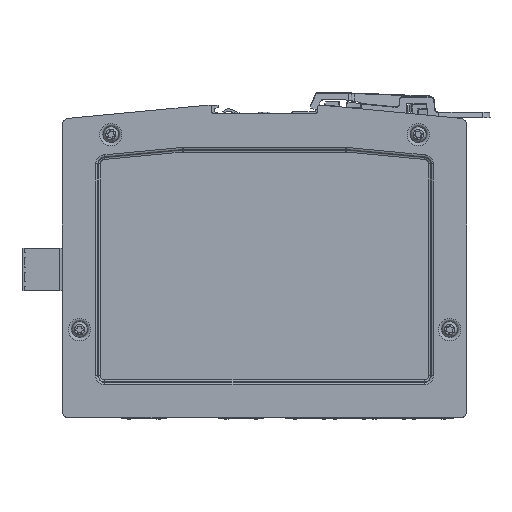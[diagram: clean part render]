
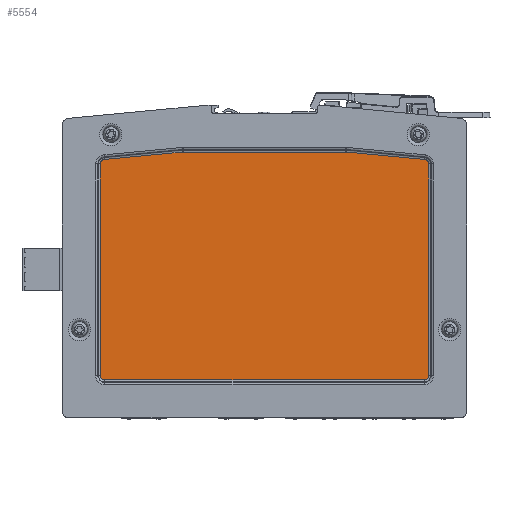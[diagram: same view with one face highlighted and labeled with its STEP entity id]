
A CAD part, top view. The second image highlights one B-rep face of the part: STEP entity #5554.
In plain terms, the highlighted planar face has unit normal (0, 0, 1).
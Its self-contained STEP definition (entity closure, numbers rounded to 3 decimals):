
#3432=CIRCLE('',#44516,1.586);
#3434=CIRCLE('',#44519,1.586);
#3439=CIRCLE('',#44527,1.586);
#3441=CIRCLE('',#44530,1.586);
#3446=CIRCLE('',#44538,1.586);
#3448=CIRCLE('',#44541,1.586);
#5554=ADVANCED_FACE('',(#8806),#7052,.T.);
#7052=PLANE('',#44550);
#8806=FACE_OUTER_BOUND('',#11307,.T.);
#11307=EDGE_LOOP('',(#21312,#21313,#21314,#21315,#21316,#21317,#21318,#21319,
#21320,#21321,#21322,#21323));
#21312=ORIENTED_EDGE('',*,*,#33135,.F.);
#21313=ORIENTED_EDGE('',*,*,#33139,.F.);
#21314=ORIENTED_EDGE('',*,*,#33144,.F.);
#21315=ORIENTED_EDGE('',*,*,#33149,.F.);
#21316=ORIENTED_EDGE('',*,*,#33154,.F.);
#21317=ORIENTED_EDGE('',*,*,#33159,.F.);
#21318=ORIENTED_EDGE('',*,*,#33161,.F.);
#21319=ORIENTED_EDGE('',*,*,#33157,.F.);
#21320=ORIENTED_EDGE('',*,*,#33152,.F.);
#21321=ORIENTED_EDGE('',*,*,#33147,.F.);
#21322=ORIENTED_EDGE('',*,*,#33142,.F.);
#21323=ORIENTED_EDGE('',*,*,#33137,.F.);
#27546=VERTEX_POINT('',#85563);
#27547=VERTEX_POINT('',#85565);
#27548=VERTEX_POINT('',#85569);
#27550=VERTEX_POINT('',#85574);
#27551=VERTEX_POINT('',#85579);
#27553=VERTEX_POINT('',#85584);
#27554=VERTEX_POINT('',#85589);
#27556=VERTEX_POINT('',#85594);
#27557=VERTEX_POINT('',#85599);
#27559=VERTEX_POINT('',#85604);
#27560=VERTEX_POINT('',#85609);
#27562=VERTEX_POINT('',#85614);
#33135=EDGE_CURVE('',#27547,#27546,#37462,.T.);
#33137=EDGE_CURVE('',#27546,#27548,#3432,.T.);
#33139=EDGE_CURVE('',#27550,#27547,#3434,.T.);
#33142=EDGE_CURVE('',#27548,#27551,#37463,.T.);
#33144=EDGE_CURVE('',#27553,#27550,#37464,.T.);
#33147=EDGE_CURVE('',#27551,#27554,#3439,.T.);
#33149=EDGE_CURVE('',#27556,#27553,#3441,.T.);
#33152=EDGE_CURVE('',#27554,#27557,#37466,.T.);
#33154=EDGE_CURVE('',#27559,#27556,#37467,.T.);
#33157=EDGE_CURVE('',#27557,#27560,#3446,.T.);
#33159=EDGE_CURVE('',#27562,#27559,#3448,.T.);
#33161=EDGE_CURVE('',#27560,#27562,#37469,.T.);
#37462=LINE('',#85566,#41350);
#37463=LINE('',#85580,#41351);
#37464=LINE('',#85585,#41352);
#37466=LINE('',#85600,#41354);
#37467=LINE('',#85605,#41355);
#37469=LINE('',#85618,#41357);
#41350=VECTOR('',#53573,1.);
#41351=VECTOR('',#53592,1.);
#41352=VECTOR('',#53597,1.);
#41354=VECTOR('',#53617,1.);
#41355=VECTOR('',#53622,1.);
#41357=VECTOR('',#53640,1.);
#44516=AXIS2_PLACEMENT_3D('',#85570,#53578,#53579);
#44519=AXIS2_PLACEMENT_3D('',#85575,#53584,#53585);
#44527=AXIS2_PLACEMENT_3D('',#85590,#53603,#53604);
#44530=AXIS2_PLACEMENT_3D('',#85595,#53609,#53610);
#44538=AXIS2_PLACEMENT_3D('',#85610,#53628,#53629);
#44541=AXIS2_PLACEMENT_3D('',#85615,#53634,#53635);
#44550=AXIS2_PLACEMENT_3D('',#85631,#53659,#53660);
#53573=DIRECTION('',(0.,-1.,0.));
#53578=DIRECTION('',(0.,0.,-1.));
#53579=DIRECTION('',(0.707,-0.707,0.));
#53584=DIRECTION('',(0.,0.,-1.));
#53585=DIRECTION('',(0.74,0.673,0.));
#53592=DIRECTION('',(-1.,0.,0.));
#53597=DIRECTION('',(0.996,-0.094,0.));
#53603=DIRECTION('',(0.,0.,-1.));
#53604=DIRECTION('',(-0.707,-0.707,0.));
#53609=DIRECTION('',(0.,0.,-1.));
#53610=DIRECTION('',(0.047,0.999,0.));
#53617=DIRECTION('',(0.,1.,0.));
#53622=DIRECTION('',(1.,0.,0.));
#53628=DIRECTION('',(0.,0.,-1.));
#53629=DIRECTION('',(-0.74,0.673,0.));
#53634=DIRECTION('',(0.,0.,-1.));
#53635=DIRECTION('',(-0.047,0.999,0.));
#53640=DIRECTION('',(0.996,0.094,0.));
#53659=DIRECTION('',(0.,0.,1.));
#53660=DIRECTION('',(1.,0.,0.));
#85563=CARTESIAN_POINT('',(57.686,-38.1,23.2));
#85565=CARTESIAN_POINT('',(57.686,36.188,23.2));
#85566=CARTESIAN_POINT('',(57.686,36.188,23.2));
#85569=CARTESIAN_POINT('',(56.1,-39.686,23.2));
#85570=CARTESIAN_POINT('',(56.1,-38.1,23.2));
#85574=CARTESIAN_POINT('',(56.249,37.767,23.2));
#85575=CARTESIAN_POINT('',(56.1,36.188,23.2));
#85579=CARTESIAN_POINT('',(-56.1,-39.686,23.2));
#85580=CARTESIAN_POINT('',(56.1,-39.686,23.2));
#85584=CARTESIAN_POINT('',(28.62,40.379,23.2));
#85585=CARTESIAN_POINT('',(28.62,40.379,23.2));
#85589=CARTESIAN_POINT('',(-57.686,-38.1,23.2));
#85590=CARTESIAN_POINT('',(-56.1,-38.1,23.2));
#85594=CARTESIAN_POINT('',(28.47,40.386,23.2));
#85595=CARTESIAN_POINT('',(28.47,38.8,23.2));
#85599=CARTESIAN_POINT('',(-57.686,36.188,23.2));
#85600=CARTESIAN_POINT('',(-57.686,-38.1,23.2));
#85604=CARTESIAN_POINT('',(-28.47,40.386,23.2));
#85605=CARTESIAN_POINT('',(-28.47,40.386,23.2));
#85609=CARTESIAN_POINT('',(-56.249,37.767,23.2));
#85610=CARTESIAN_POINT('',(-56.1,36.188,23.2));
#85614=CARTESIAN_POINT('',(-28.62,40.379,23.2));
#85615=CARTESIAN_POINT('',(-28.47,38.8,23.2));
#85618=CARTESIAN_POINT('',(-56.249,37.767,23.2));
#85631=CARTESIAN_POINT('',(0.,-0.396,23.2));
